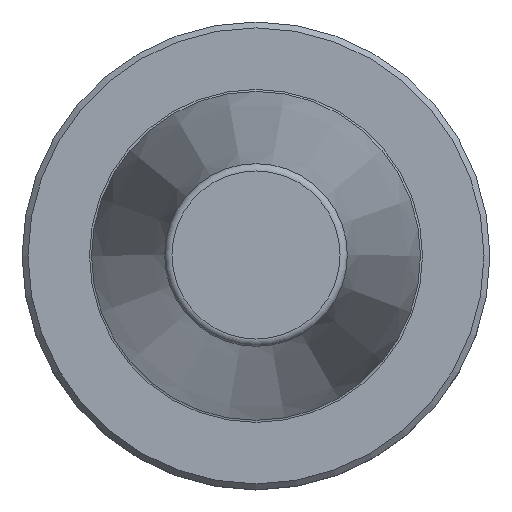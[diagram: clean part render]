
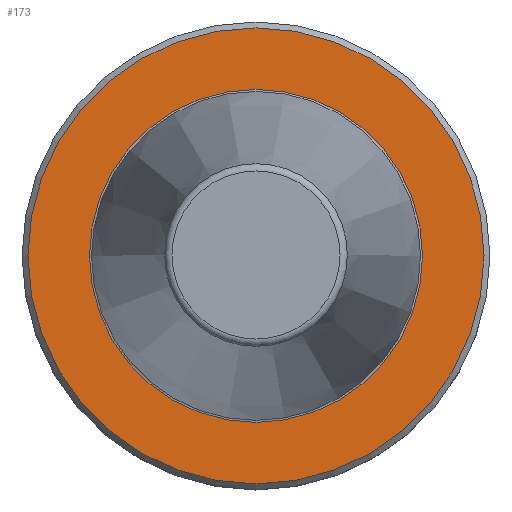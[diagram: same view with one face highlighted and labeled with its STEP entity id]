
A CAD part, top view. The second image highlights one B-rep face of the part: STEP entity #173.
In plain terms, the highlighted planar face has unit normal (0, 0, 1).
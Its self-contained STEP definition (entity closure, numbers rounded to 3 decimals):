
#132=FACE_BOUND('',#210,.T.);
#133=FACE_BOUND('',#211,.T.);
#173=ADVANCED_FACE('',(#132,#133),#192,.T.);
#192=PLANE('',#375);
#210=EDGE_LOOP('',(#256));
#211=EDGE_LOOP('',(#257));
#256=ORIENTED_EDGE('',*,*,#320,.T.);
#257=ORIENTED_EDGE('',*,*,#319,.F.);
#296=VERTEX_POINT('',#523);
#297=VERTEX_POINT('',#526);
#319=EDGE_CURVE('',#296,#296,#342,.T.);
#320=EDGE_CURVE('',#297,#297,#343,.T.);
#342=CIRCLE('',#372,22.6);
#343=CIRCLE('',#374,30.95);
#372=AXIS2_PLACEMENT_3D('',#522,#433,#434);
#374=AXIS2_PLACEMENT_3D('',#525,#437,#438);
#375=AXIS2_PLACEMENT_3D('',#527,#439,#440);
#433=DIRECTION('',(0.0,0.0,1.0));
#434=DIRECTION('',(1.0,0.0,0.0));
#437=DIRECTION('',(0.0,0.0,1.0));
#438=DIRECTION('',(1.0,0.0,0.0));
#439=DIRECTION('',(0.0,0.0,1.0));
#440=DIRECTION('',(1.0,0.0,0.0));
#522=CARTESIAN_POINT('',(0.0,0.0,-3.184));
#523=CARTESIAN_POINT('',(22.6,0.0,-3.184));
#525=CARTESIAN_POINT('',(0.0,0.0,-3.184));
#526=CARTESIAN_POINT('',(30.95,0.0,-3.184));
#527=CARTESIAN_POINT('',(0.0,22.6,-3.184));
